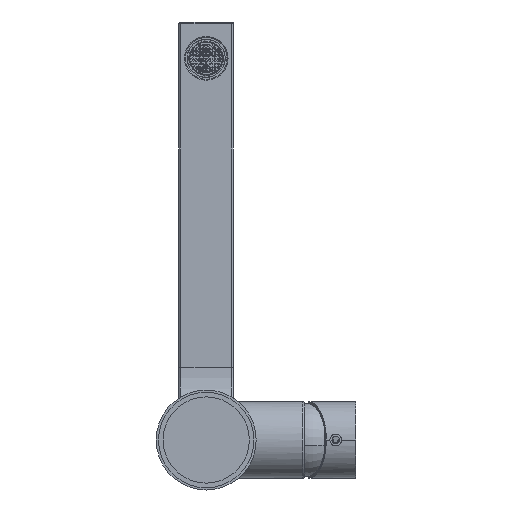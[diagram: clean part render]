
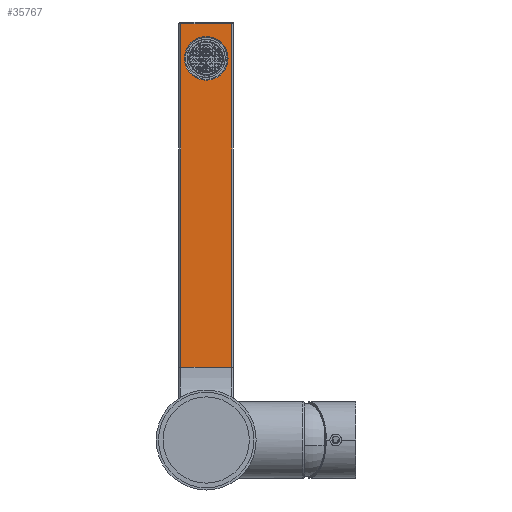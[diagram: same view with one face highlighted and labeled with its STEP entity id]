
A CAD part, front view. The second image highlights one B-rep face of the part: STEP entity #35767.
In plain terms, the highlighted planar face has unit normal (0, -1, 0).
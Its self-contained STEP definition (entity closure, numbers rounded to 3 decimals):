
#4036 = CIRCLE ( 'NONE', #113018, 12. ) ;
#6524 = VECTOR ( 'NONE', #18140, 1000. ) ;
#8189 = ORIENTED_EDGE ( 'NONE', *, *, #55762, .T. ) ;
#8538 = ORIENTED_EDGE ( 'NONE', *, *, #132588, .T. ) ;
#8827 = DIRECTION ( 'NONE',  ( -1., 0., 0. ) ) ;
#9574 = CARTESIAN_POINT ( 'NONE',  ( -4.781, 233.682, 230. ) ) ;
#14746 = EDGE_LOOP ( 'NONE', ( #62382, #8538, #8189, #55568 ) ) ;
#15872 = DIRECTION ( 'NONE',  ( 0., -1., 0. ) ) ;
#18140 = DIRECTION ( 'NONE',  ( 0., 0., -1. ) ) ;
#19069 = EDGE_CURVE ( 'NONE', #97864, #70724, #38963, .T. ) ;
#21225 = LINE ( 'NONE', #90217, #6524 ) ;
#29478 = VECTOR ( 'NONE', #63053, 1000. ) ;
#32464 = VECTOR ( 'NONE', #92495, 1000. ) ;
#35767 = ADVANCED_FACE ( 'NONE', ( #43457, #106736 ), #129352, .T. ) ;
#35860 = CARTESIAN_POINT ( 'NONE',  ( -33.781, 233.682, 40. ) ) ;
#37215 = DIRECTION ( 'NONE',  ( 1., 0., 0. ) ) ;
#38963 = LINE ( 'NONE', #9574, #32464 ) ;
#40230 = CARTESIAN_POINT ( 'NONE',  ( -32.781, 233.682, 229. ) ) ;
#41382 = EDGE_CURVE ( 'NONE', #70704, #78521, #80460, .T. ) ;
#42351 = EDGE_CURVE ( 'NONE', #78521, #70704, #4036, .T. ) ;
#43457 = FACE_BOUND ( 'NONE', #53970, .T. ) ;
#44455 = VERTEX_POINT ( 'NONE', #93064 ) ;
#45113 = DIRECTION ( 'NONE',  ( 1., 0., 0. ) ) ;
#45885 = CARTESIAN_POINT ( 'NONE',  ( -18.781, 233.682, 210. ) ) ;
#46033 = EDGE_CURVE ( 'NONE', #70724, #48191, #92364, .T. ) ;
#48191 = VERTEX_POINT ( 'NONE', #40230 ) ;
#53970 = EDGE_LOOP ( 'NONE', ( #61003, #109108 ) ) ;
#55568 = ORIENTED_EDGE ( 'NONE', *, *, #19069, .T. ) ;
#55762 = EDGE_CURVE ( 'NONE', #44455, #97864, #86314, .T. ) ;
#61003 = ORIENTED_EDGE ( 'NONE', *, *, #41382, .T. ) ;
#62382 = ORIENTED_EDGE ( 'NONE', *, *, #46033, .T. ) ;
#63053 = DIRECTION ( 'NONE',  ( 1., 0., 0. ) ) ;
#65939 = DIRECTION ( 'NONE',  ( 0., 1., 0. ) ) ;
#66703 = DIRECTION ( 'NONE',  ( 1., 0., 0. ) ) ;
#70704 = VERTEX_POINT ( 'NONE', #129743 ) ;
#70724 = VERTEX_POINT ( 'NONE', #78345 ) ;
#78345 = CARTESIAN_POINT ( 'NONE',  ( -4.781, 233.682, 229. ) ) ;
#78521 = VERTEX_POINT ( 'NONE', #123002 ) ;
#79810 = AXIS2_PLACEMENT_3D ( 'NONE', #45885, #118449, #66703 ) ;
#80460 = CIRCLE ( 'NONE', #79810, 12. ) ;
#86314 = LINE ( 'NONE', #104368, #29478 ) ;
#90217 = CARTESIAN_POINT ( 'NONE',  ( -32.781, 233.682, 40. ) ) ;
#92364 = LINE ( 'NONE', #132621, #110179 ) ;
#92495 = DIRECTION ( 'NONE',  ( 0., 0., 1. ) ) ;
#93064 = CARTESIAN_POINT ( 'NONE',  ( -32.781, 233.682, 40. ) ) ;
#97166 = AXIS2_PLACEMENT_3D ( 'NONE', #35860, #15872, #37215 ) ;
#97304 = CARTESIAN_POINT ( 'NONE',  ( -18.781, 233.682, 210. ) ) ;
#97864 = VERTEX_POINT ( 'NONE', #126449 ) ;
#104368 = CARTESIAN_POINT ( 'NONE',  ( -33.781, 233.682, 40. ) ) ;
#106736 = FACE_OUTER_BOUND ( 'NONE', #14746, .T. ) ;
#109108 = ORIENTED_EDGE ( 'NONE', *, *, #42351, .T. ) ;
#110179 = VECTOR ( 'NONE', #8827, 1000. ) ;
#113018 = AXIS2_PLACEMENT_3D ( 'NONE', #97304, #65939, #45113 ) ;
#118449 = DIRECTION ( 'NONE',  ( 0., 1., 0. ) ) ;
#123002 = CARTESIAN_POINT ( 'NONE',  ( -30.781, 233.682, 210. ) ) ;
#126449 = CARTESIAN_POINT ( 'NONE',  ( -4.781, 233.682, 40. ) ) ;
#129352 = PLANE ( 'NONE',  #97166 ) ;
#129743 = CARTESIAN_POINT ( 'NONE',  ( -6.781, 233.682, 210. ) ) ;
#132588 = EDGE_CURVE ( 'NONE', #48191, #44455, #21225, .T. ) ;
#132621 = CARTESIAN_POINT ( 'NONE',  ( -33.781, 233.682, 229. ) ) ;
